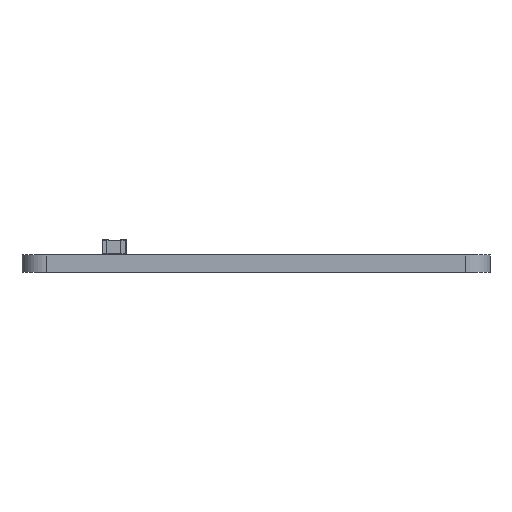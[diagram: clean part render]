
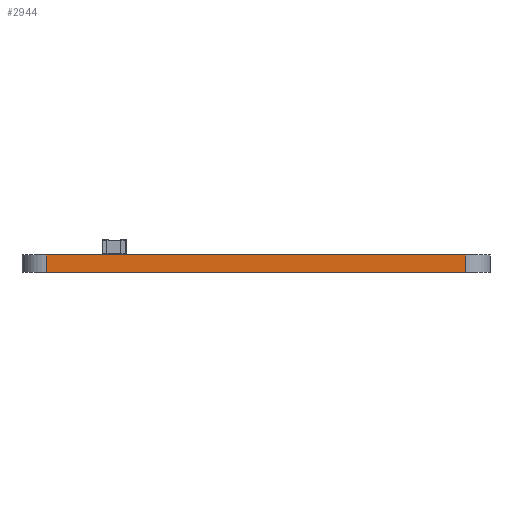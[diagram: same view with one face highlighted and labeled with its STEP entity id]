
A CAD part, left-side view. The second image highlights one B-rep face of the part: STEP entity #2944.
In plain terms, the highlighted planar face has unit normal (-1, 0, 0).
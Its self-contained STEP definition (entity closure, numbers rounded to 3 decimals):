
#1845 = VERTEX_POINT('',#1846);
#1846 = CARTESIAN_POINT('',(89.9,-95.1,0.));
#1853 = EDGE_CURVE('',#1854,#1845,#1856,.T.);
#1854 = VERTEX_POINT('',#1855);
#1855 = CARTESIAN_POINT('',(89.9,-131.4,0.));
#1856 = LINE('',#1857,#1858);
#1857 = CARTESIAN_POINT('',(89.9,-131.4,0.));
#1858 = VECTOR('',#1859,1.);
#1859 = DIRECTION('',(0.,1.,0.));
#2381 = VERTEX_POINT('',#2382);
#2382 = CARTESIAN_POINT('',(89.9,-95.1,1.51));
#2389 = EDGE_CURVE('',#2390,#2381,#2392,.T.);
#2390 = VERTEX_POINT('',#2391);
#2391 = CARTESIAN_POINT('',(89.9,-131.4,1.51));
#2392 = LINE('',#2393,#2394);
#2393 = CARTESIAN_POINT('',(89.9,-131.4,1.51));
#2394 = VECTOR('',#2395,1.);
#2395 = DIRECTION('',(0.,1.,0.));
#2914 = EDGE_CURVE('',#1845,#2381,#2915,.T.);
#2915 = LINE('',#2916,#2917);
#2916 = CARTESIAN_POINT('',(89.9,-95.1,0.));
#2917 = VECTOR('',#2918,1.);
#2918 = DIRECTION('',(0.,0.,1.));
#2944 = ADVANCED_FACE('',(#2945),#2956,.T.);
#2945 = FACE_BOUND('',#2946,.T.);
#2946 = EDGE_LOOP('',(#2947,#2953,#2954,#2955));
#2947 = ORIENTED_EDGE('',*,*,#2948,.T.);
#2948 = EDGE_CURVE('',#1854,#2390,#2949,.T.);
#2949 = LINE('',#2950,#2951);
#2950 = CARTESIAN_POINT('',(89.9,-131.4,0.));
#2951 = VECTOR('',#2952,1.);
#2952 = DIRECTION('',(0.,0.,1.));
#2953 = ORIENTED_EDGE('',*,*,#2389,.T.);
#2954 = ORIENTED_EDGE('',*,*,#2914,.F.);
#2955 = ORIENTED_EDGE('',*,*,#1853,.F.);
#2956 = PLANE('',#2957);
#2957 = AXIS2_PLACEMENT_3D('',#2958,#2959,#2960);
#2958 = CARTESIAN_POINT('',(89.9,-131.4,0.));
#2959 = DIRECTION('',(-1.,0.,0.));
#2960 = DIRECTION('',(0.,1.,0.));
